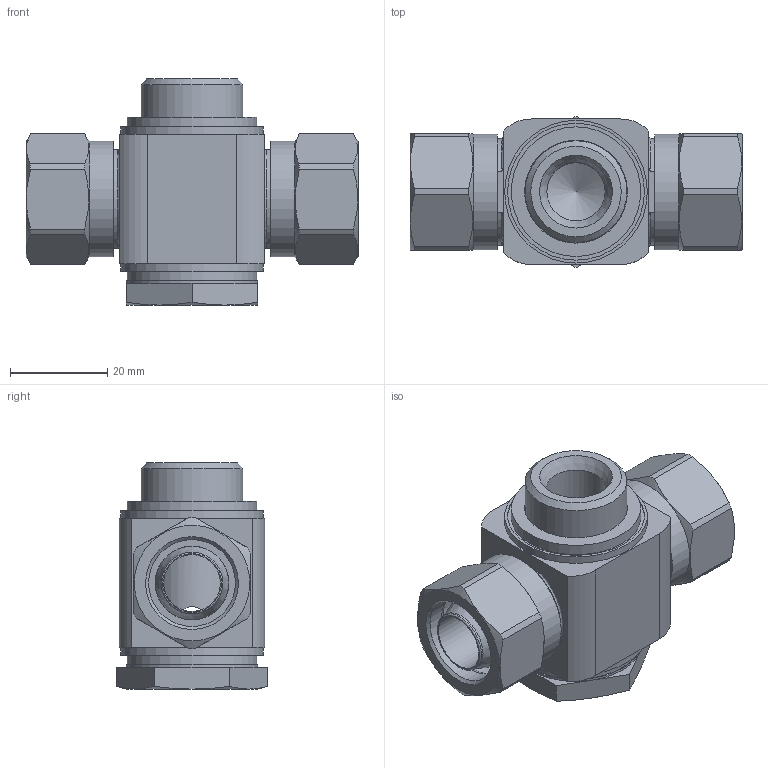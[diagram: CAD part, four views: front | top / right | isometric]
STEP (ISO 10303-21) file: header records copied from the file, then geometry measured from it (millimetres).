
FILE_DESCRIPTION(/* description */ ('STEP AP214'),/* implementation_level */ '2;1');
FILE_NAME(/* name */ '4101_TCK-1_2-PK-13',/* time_stamp */ '2024-09-15T15:25:22+02:00',/* author */ ('License CC BY-ND 4.0'),/* organization */ ('CADENAS'),/* preprocessor_version */ 'ST-DEVELOPER v19.3',/* originating_system */ 'PARTsolutions',/* authorisation */ ' ');
FILE_SCHEMA (('AUTOMOTIVE_DESIGN {1 0 10303 214 3 1 1}'));
Length unit declared in the file: millimetre
Products named in the file (6): 4101 TCK-1/2-PK-13; 4101 TCK-1/2-PK-13_D; 336022 TCK-1/2-PK-13; 531774 OK-1/2; 711674 HL-1/2-PK-13; 206504 MCK-PK-13
Assembly tree (7 placements, depth 2):
  4101 TCK-1/2-PK-13
    4101 TCK-1/2-PK-13_D
    336022 TCK-1/2-PK-13
    531774 OK-1/2  x2
    711674 HL-1/2-PK-13
    206504 MCK-PK-13  x2
Bounding box: 68.4 x 31.18 x 46.6 mm (x, y, z)
Volume: 35902.8 mm3; surface area: 22874.8 mm2
Topology: 6 solids, 6 shells, 144 faces, 328 edges, 209 vertices
Faces by surface type: plane 59, cylinder 52, cone 23, torus 10
Full cylindrical faces by diameter (mm): 6 x4, 11.7 x2, 12 x1, 12.7 x2, 13.8 x2, 15.2 x2, 17 x1, 17.9 x2, 20.9 x1, 20.917 x2, 20.955 x1, 21.1 x1, 21.2 x2, 23.8 x2, 26.7 x2, 27 x1, 28.2 x2, 29.4 x2
Entity records: 3396 total; most frequent: CARTESIAN_POINT 811, DIRECTION 514, ORIENTED_EDGE 426, AXIS2_PLACEMENT_3D 226, EDGE_CURVE 213, FACE_BOUND 191, EDGE_LOOP 190, VERTEX_POINT 160
